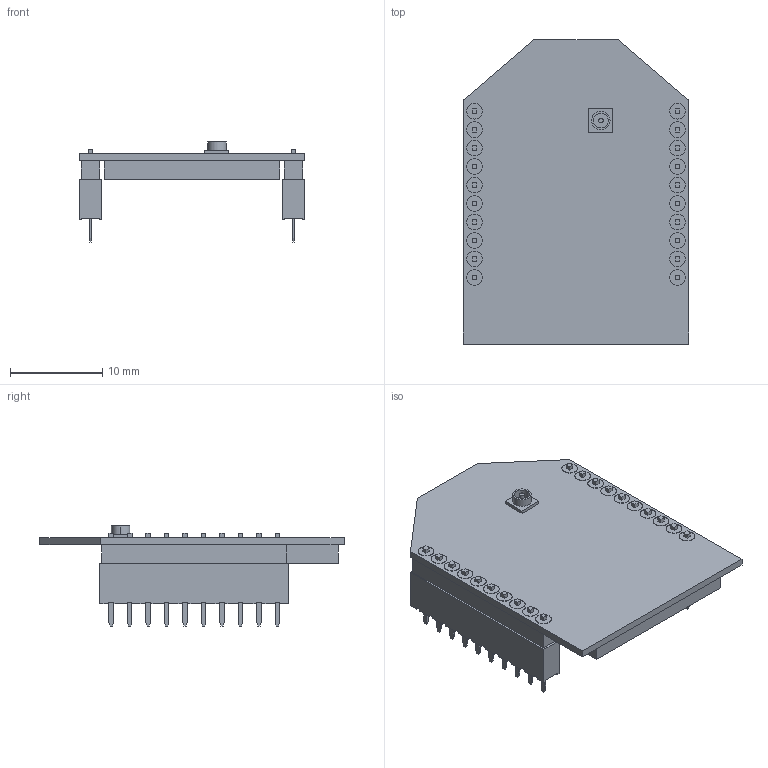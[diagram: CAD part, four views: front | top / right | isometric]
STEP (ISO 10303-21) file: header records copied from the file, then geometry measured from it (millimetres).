
FILE_DESCRIPTION (( 'STEP AP214' ), '1' );
FILE_NAME ('XBP24-AUI_socket.STEP', '2018-09-09T11:10:03', ( '' ), ( '' ), 'SwSTEP 2.0', 'SolidWorks 2018', '' );
FILE_SCHEMA (( 'AUTOMOTIVE_DESIGN' ));
Length unit declared in the file: millimetre
Products named in the file (6): XBP24-AUI; M22-713_CONTACT.stp; M22-7131042.stp; M22-7131042; XBP24-AUI_socket; M22-71310_MOULD.stp
Assembly tree (15 placements, depth 4):
  XBP24-AUI_socket
    XBP24-AUI
    M22-7131042  x2
      M22-7131042.stp
        M22-71310_MOULD.stp
        M22-713_CONTACT.stp  x10
Bounding box: 24.4 x 32.94 x 10.84 mm (x, y, z)
Volume: 2014.7 mm3; surface area: 3587.6 mm2
Topology: 23 solids, 23 shells, 2737 faces, 6492 edges, 3888 vertices
Faces by surface type: plane 1931, cylinder 806
Entity records: 26066 total; most frequent: CARTESIAN_POINT 3935, ORIENTED_EDGE 3772, DIRECTION 3748, EDGE_CURVE 1886, VECTOR 1574, LINE 1574, VERTEX_POINT 1204, AXIS2_PLACEMENT_3D 1087
